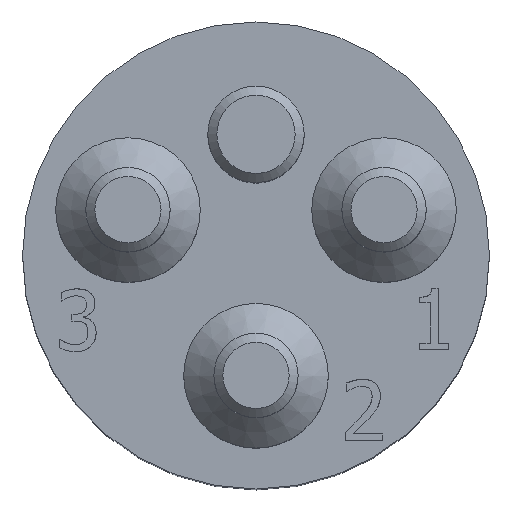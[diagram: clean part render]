
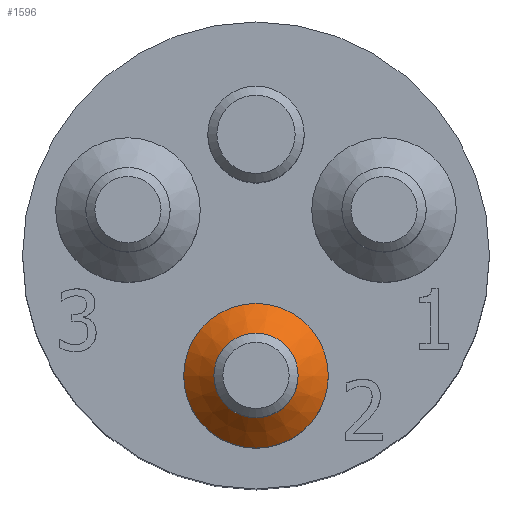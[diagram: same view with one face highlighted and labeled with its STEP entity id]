
A CAD part, top view. The second image highlights one B-rep face of the part: STEP entity #1596.
In plain terms, the highlighted conical face has half-angle 45 degrees and reference radius 1.9 mm.
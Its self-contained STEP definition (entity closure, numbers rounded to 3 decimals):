
#55=FACE_BOUND($,#409,.T.);
#93=CIRCLE($,#1677,1.4);
#100=CIRCLE($,#1692,2.4);
#113=CONICAL_SURFACE($,#1691,1.9,45.);
#292=FACE_OUTER_BOUND($,#408,.T.);
#408=EDGE_LOOP($,(#1311));
#409=EDGE_LOOP($,(#1312));
#769=VERTEX_POINT($,#2813);
#776=VERTEX_POINT($,#2835);
#970=EDGE_CURVE($,#769,#769,#93,.T.);
#977=EDGE_CURVE($,#776,#776,#100,.T.);
#1311=ORIENTED_EDGE($,*,*,#970,.T.);
#1312=ORIENTED_EDGE($,*,*,#977,.T.);
#1596=ADVANCED_FACE($,(#292,#55),#113,.T.);
#1677=AXIS2_PLACEMENT_3D($,#2814,#1951,#1952);
#1691=AXIS2_PLACEMENT_3D($,#2834,#1979,#1980);
#1692=AXIS2_PLACEMENT_3D($,#2836,#1981,#1982);
#1951=DIRECTION('center_axis',(0.,0.,-1.));
#1952=DIRECTION('ref_axis',(-1.,0.,0.));
#1979=DIRECTION('center_axis',(0.,0.,-1.));
#1980=DIRECTION('ref_axis',(-1.,0.,0.));
#1981=DIRECTION('center_axis',(0.,0.,1.));
#1982=DIRECTION('ref_axis',(-1.,0.,0.));
#2813=CARTESIAN_POINT('',(1.4,-4.,25.));
#2814=CARTESIAN_POINT('Origin',(0.,-4.,25.));
#2834=CARTESIAN_POINT('Origin',(0.,-4.,24.5));
#2835=CARTESIAN_POINT('',(2.4,-4.,24.));
#2836=CARTESIAN_POINT('Origin',(0.,-4.,24.));
